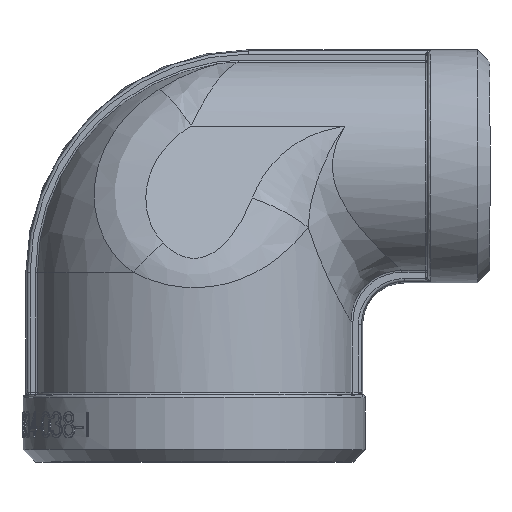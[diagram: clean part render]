
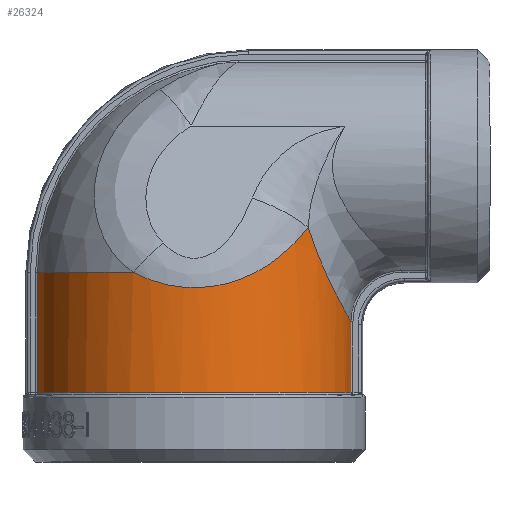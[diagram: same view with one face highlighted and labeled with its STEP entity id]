
A CAD part, top view. The second image highlights one B-rep face of the part: STEP entity #26324.
In plain terms, the highlighted cylindrical face has radius 15.25 mm (diameter 30.5 mm), a partial arc.
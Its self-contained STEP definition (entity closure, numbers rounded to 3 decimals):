
#1977 = EDGE_LOOP ( 'NONE', ( #4410, #4427, #4434, #4458, #4481, #4538 ) ) ;
#2099 = VECTOR ( 'NONE', #3922, 1000. ) ;
#3223 = CARTESIAN_POINT ( 'NONE',  ( -15.095, -16.125, 2.172 ) ) ;
#3260 = LINE ( 'NONE', #3223, #21051 ) ;
#3272 = DIRECTION ( 'NONE',  ( 0., -1., 0. ) ) ;
#3918 = LINE ( 'NONE', #3940, #2099 ) ;
#3922 = DIRECTION ( 'NONE',  ( 0., 1., 0. ) ) ;
#3940 = CARTESIAN_POINT ( 'NONE',  ( 15.095, -16.125, 2.172 ) ) ;
#4269 = CARTESIAN_POINT ( 'NONE',  ( 0., -21.8, 0. ) ) ;
#4328 = CARTESIAN_POINT ( 'NONE',  ( -5.882, -10.25, 14.07 ) ) ;
#4339 = CARTESIAN_POINT ( 'NONE',  ( -4.275, -11.087, 14.742 ) ) ;
#4341 = CARTESIAN_POINT ( 'NONE',  ( -0.83, -12.067, 15.528 ) ) ;
#4343 = CARTESIAN_POINT ( 'NONE',  ( 5.318, -11.164, 14.803 ) ) ;
#4347 = CARTESIAN_POINT ( 'NONE',  ( 9.162, -8.254, 12.468 ) ) ;
#4349 = CARTESIAN_POINT ( 'NONE',  ( 10.976, -5.91, 10.587 ) ) ;
#4359 = DIRECTION ( 'NONE',  ( 0., 1., 0. ) ) ;
#4366 = DIRECTION ( 'NONE',  ( 0., 0., 1. ) ) ;
#4404 = DIRECTION ( 'NONE',  ( 0., 1., 0. ) ) ;
#4406 = DIRECTION ( 'NONE',  ( -1., 0., 0. ) ) ;
#4410 = ORIENTED_EDGE ( 'NONE', *, *, #8957, .T. ) ;
#4427 = ORIENTED_EDGE ( 'NONE', *, *, #8902, .T. ) ;
#4428 = CARTESIAN_POINT ( 'NONE',  ( 0., -10.25, 0. ) ) ;
#4434 = ORIENTED_EDGE ( 'NONE', *, *, #8977, .F. ) ;
#4458 = ORIENTED_EDGE ( 'NONE', *, *, #8956, .F. ) ;
#4481 = ORIENTED_EDGE ( 'NONE', *, *, #8964, .F. ) ;
#4490 = CARTESIAN_POINT ( 'NONE',  ( 11.33, -7.066, 10.221 ) ) ;
#4524 = CARTESIAN_POINT ( 'NONE',  ( 10.976, -5.91, 10.587 ) ) ;
#4526 = CARTESIAN_POINT ( 'NONE',  ( 14.816, -14.481, 4.102 ) ) ;
#4528 = CARTESIAN_POINT ( 'NONE',  ( 15.095, -14.975, 2.171 ) ) ;
#4538 = ORIENTED_EDGE ( 'NONE', *, *, #8995, .T. ) ;
#4539 = CARTESIAN_POINT ( 'NONE',  ( 13.838, -12.75, 6.763 ) ) ;
#4560 = CARTESIAN_POINT ( 'NONE',  ( 12.154, -9.215, 9.286 ) ) ;
#5299 = FACE_OUTER_BOUND ( 'NONE', #1977, .T. ) ;
#5306 = CYLINDRICAL_SURFACE ( 'NONE', #6552, 15.25 ) ;
#5307 = CARTESIAN_POINT ( 'NONE',  ( 0., -16.125, 0. ) ) ;
#5324 = DIRECTION ( 'NONE',  ( -1., 0., 0. ) ) ;
#5329 = DIRECTION ( 'NONE',  ( 0., 1., 0. ) ) ;
#6552 = AXIS2_PLACEMENT_3D ( 'NONE', #5307, #5329, #5324 ) ;
#6653 = CARTESIAN_POINT ( 'NONE',  ( -5.882, -10.25, 14.07 ) ) ;
#6655 = CARTESIAN_POINT ( 'NONE',  ( 15.095, -21.8, 2.172 ) ) ;
#6859 = CARTESIAN_POINT ( 'NONE',  ( -15.095, -10.25, 2.172 ) ) ;
#6864 = CARTESIAN_POINT ( 'NONE',  ( 10.976, -5.91, 10.587 ) ) ;
#6885 = CARTESIAN_POINT ( 'NONE',  ( 15.095, -14.975, 2.171 ) ) ;
#6953 = CARTESIAN_POINT ( 'NONE',  ( -15.095, -21.8, 2.172 ) ) ;
#8902 = EDGE_CURVE ( 'NONE', #18968, #25700, #3918, .T. ) ;
#8956 = EDGE_CURVE ( 'NONE', #18967, #25693, #26875, .T. ) ;
#8957 = EDGE_CURVE ( 'NONE', #25735, #18968, #26688, .T. ) ;
#8964 = EDGE_CURVE ( 'NONE', #25718, #18967, #26692, .T. ) ;
#8977 = EDGE_CURVE ( 'NONE', #25693, #25700, #26854, .T. ) ;
#8995 = EDGE_CURVE ( 'NONE', #25718, #25735, #3260, .T. ) ;
#18967 = VERTEX_POINT ( 'NONE', #6653 ) ;
#18968 = VERTEX_POINT ( 'NONE', #6655 ) ;
#21051 = VECTOR ( 'NONE', #3272, 1000. ) ;
#25693 = VERTEX_POINT ( 'NONE', #6864 ) ;
#25700 = VERTEX_POINT ( 'NONE', #6885 ) ;
#25718 = VERTEX_POINT ( 'NONE', #6859 ) ;
#25735 = VERTEX_POINT ( 'NONE', #6953 ) ;
#26324 = ADVANCED_FACE ( 'NONE', ( #5299 ), #5306, .T. ) ;
#26678 = AXIS2_PLACEMENT_3D ( 'NONE', #4428, #4404, #4406 ) ;
#26685 = AXIS2_PLACEMENT_3D ( 'NONE', #4269, #4359, #4366 ) ;
#26688 = CIRCLE ( 'NONE', #26685, 15.25 ) ;
#26692 = CIRCLE ( 'NONE', #26678, 15.25 ) ;
#26854 = B_SPLINE_CURVE_WITH_KNOTS ( 'NONE', 3,
 ( #4524, #4490, #4560, #4539, #4526, #4528 ),
 .UNSPECIFIED., .F., .F.,
 ( 4, 1, 1, 4 ),
 ( 0., 0.247, 0.498, 0.986 ),
 .UNSPECIFIED. ) ;
#26875 = B_SPLINE_CURVE_WITH_KNOTS ( 'NONE', 3,
 ( #4328, #4339, #4341, #4343, #4347, #4349 ),
 .UNSPECIFIED., .F., .F.,
 ( 4, 1, 1, 4 ),
 ( 0., 0.286, 0.571, 1. ),
 .UNSPECIFIED. ) ;
